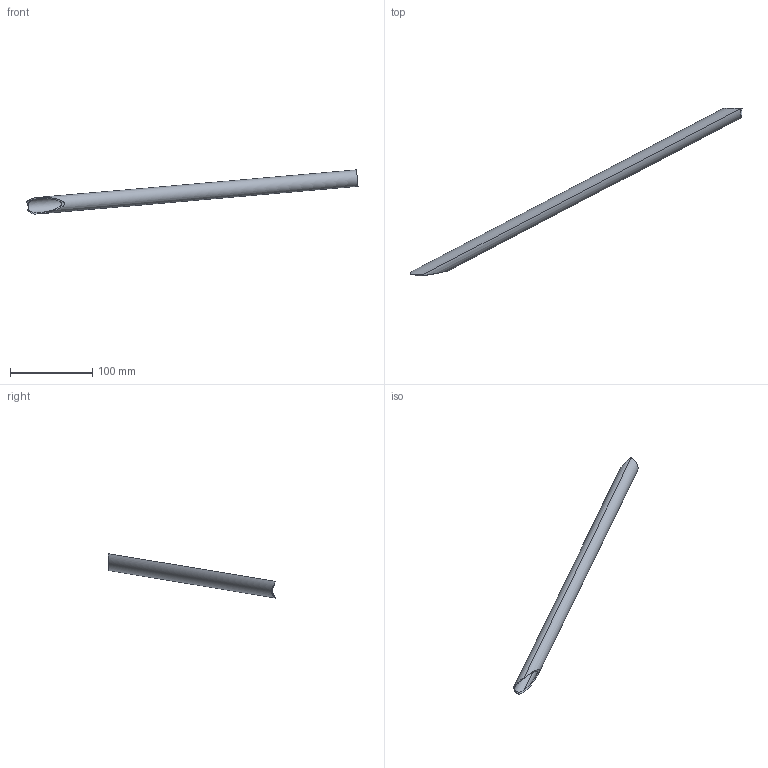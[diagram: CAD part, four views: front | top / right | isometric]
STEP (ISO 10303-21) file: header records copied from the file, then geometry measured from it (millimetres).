
FILE_DESCRIPTION(('STEP AP214'),'1');
FILE_NAME('111.stp','2019-12-02T12:19:08',(' '),(' '),'Spatial InterOp 3D',' ',' ');
FILE_SCHEMA(('AUTOMOTIVE_DESIGN { 1 0 10303 214 1 1 1 1 }'));
Length unit declared in the file: metre
Products named in the file (1): PartBody/Trim.2
Bounding box: 404.32 x 203.9 x 53.78 mm (x, y, z)
Volume: 37116.7 mm3; surface area: 49884.6 mm2
Topology: 1 solids, 1 shells, 11 faces, 30 edges, 20 vertices
Faces by surface type: cylinder 11
Entity records: 1129 total; most frequent: CARTESIAN_POINT 651, ORIENTED_EDGE 60, STYLED_ITEM 37, PRESENTATION_STYLE_ASSIGNMENT 37, COLOUR_RGB 37, DIRECTION 31, EDGE_CURVE 30, CURVE_STYLE 25
